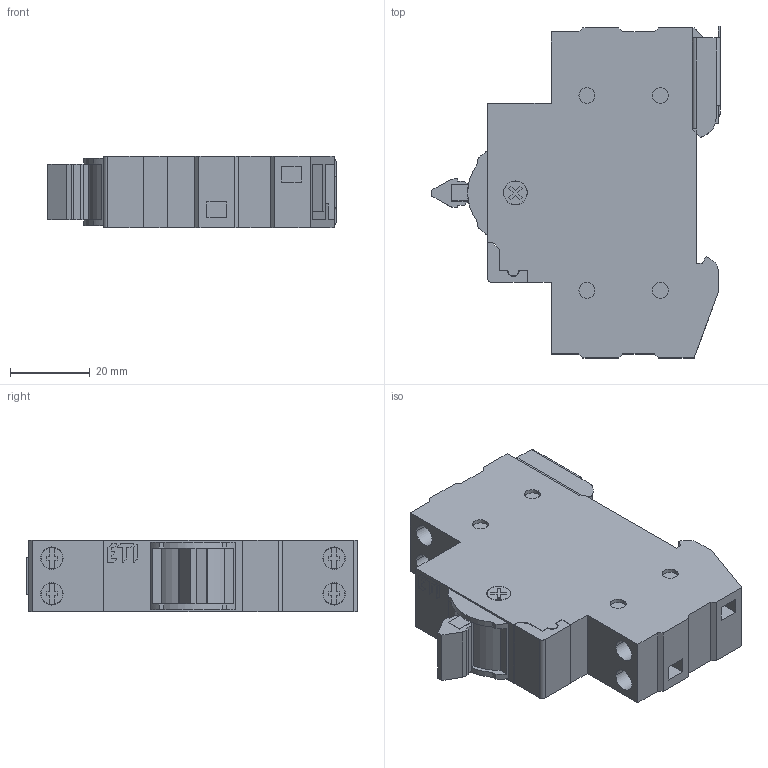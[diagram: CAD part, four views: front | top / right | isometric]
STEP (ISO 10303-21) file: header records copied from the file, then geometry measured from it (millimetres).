
FILE_DESCRIPTION((''),'2;1');
FILE_NAME('SSQ_1P_ASM','2022-06-10T12:30:41',('klemen.sitar'),('Audax d.o.o.'),'CREO PARAMETRIC BY PTC INC, 2021304','CREO PARAMETRIC BY PTC INC, 2021304','');
FILE_SCHEMA(('AP242_MANAGED_MODEL_BASED_3D_ENGINEERING_MIM_LF { 1 0 10303 442 1 1 4 }'));
Length unit declared in the file: millimetre
Products named in the file (8): SSQ1P_0_1; PART_02__0_1; LEVER_CAP_1P_0_1; PLATE_1P_0_0; SNAPPING_UNIT_0_1; SPRING_0_1; ETI_LOGO; SSQ_1P_ASM
Assembly tree (10 placements, depth 2):
  SSQ_1P_ASM
    SSQ1P_0_1
    PART_02__0_1  x4
    LEVER_CAP_1P_0_1
    PLATE_1P_0_0
    SNAPPING_UNIT_0_1
    SPRING_0_1
    ETI_LOGO
Bounding box: 72.5 x 83.5 x 18 mm (x, y, z)
Volume: 68963.4 mm3; surface area: 18569.7 mm2
Topology: 12 solids, 12 shells, 566 faces, 1437 edges, 922 vertices
Faces by surface type: plane 347, cylinder 123, bspline 96
Entity records: 35050 total; most frequent: CARTESIAN_POINT 14356, ORIENTED_EDGE 2622, DIRECTION 2261, PRESENTATION_STYLE_ASSIGNMENT 1847, STYLED_ITEM 1847, CURVE_STYLE 1320, EDGE_CURVE 1311, VECTOR 869
